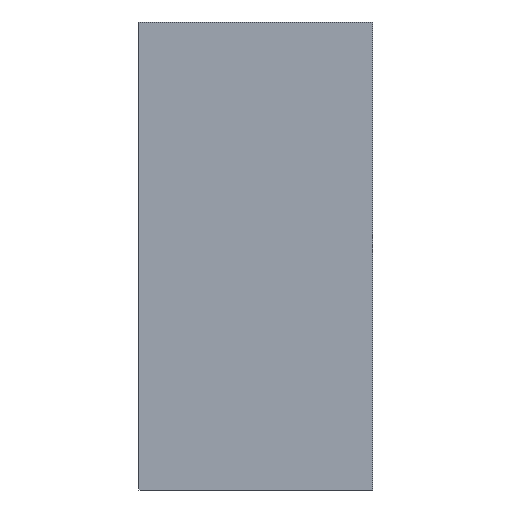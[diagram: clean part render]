
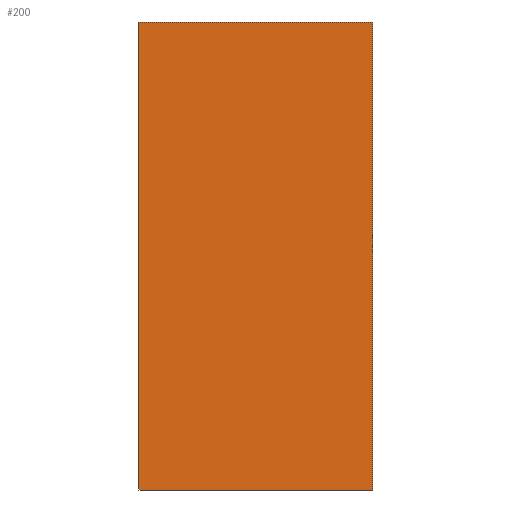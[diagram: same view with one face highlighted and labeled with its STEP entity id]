
A CAD part, front view. The second image highlights one B-rep face of the part: STEP entity #200.
In plain terms, the highlighted planar face has unit normal (0, -1, 0).
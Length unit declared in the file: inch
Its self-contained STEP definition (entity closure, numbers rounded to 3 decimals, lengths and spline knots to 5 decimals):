
#1 = LINE ( 'NONE', #3, #187 ) ;
#2 = DIRECTION ( 'NONE',  ( 0., 0., 1. ) ) ;
#3 = CARTESIAN_POINT ( 'NONE',  ( 0., 0., 0. ) ) ;
#28 = DIRECTION ( 'NONE',  ( 0., 0., -1. ) ) ;
#29 = DIRECTION ( 'NONE',  ( 0., -1., 0. ) ) ;
#30 = CARTESIAN_POINT ( 'NONE',  ( 0., 0., 0. ) ) ;
#31 = PLANE ( 'NONE',  #167 ) ;
#38 = DIRECTION ( 'NONE',  ( -1., 0., 0. ) ) ;
#39 = CARTESIAN_POINT ( 'NONE',  ( 0., 0., -0.5 ) ) ;
#40 = LINE ( 'NONE', #39, #166 ) ;
#59 = LINE ( 'NONE', #60, #122 ) ;
#60 = CARTESIAN_POINT ( 'NONE',  ( 0.25, 0., 0. ) ) ;
#61 = DIRECTION ( 'NONE',  ( 1., 0., 0. ) ) ;
#62 = CARTESIAN_POINT ( 'NONE',  ( 0.25, 0., -0.5 ) ) ;
#64 = DIRECTION ( 'NONE',  ( 0., 0., -1. ) ) ;
#67 = LINE ( 'NONE', #62, #127 ) ;
#70 = CARTESIAN_POINT ( 'NONE',  ( 0.25, 0., -0.5 ) ) ;
#71 = CARTESIAN_POINT ( 'NONE',  ( 0.25, 0., 0. ) ) ;
#72 = CARTESIAN_POINT ( 'NONE',  ( 0., 0., -0.5 ) ) ;
#73 = CARTESIAN_POINT ( 'NONE',  ( 0., 0., 0. ) ) ;
#74 = ORIENTED_EDGE ( 'NONE', *, *, #120, .F. ) ;
#75 = ORIENTED_EDGE ( 'NONE', *, *, #206, .F. ) ;
#76 = ORIENTED_EDGE ( 'NONE', *, *, #110, .F. ) ;
#77 = ORIENTED_EDGE ( 'NONE', *, *, #108, .F. ) ;
#84 = VERTEX_POINT ( 'NONE', #73 ) ;
#85 = VERTEX_POINT ( 'NONE', #72 ) ;
#86 = VERTEX_POINT ( 'NONE', #71 ) ;
#87 = VERTEX_POINT ( 'NONE', #70 ) ;
#102 = EDGE_LOOP ( 'NONE', ( #76, #75, #74, #77 ) ) ;
#108 = EDGE_CURVE ( 'NONE', #86, #87, #67, .T. ) ;
#110 = EDGE_CURVE ( 'NONE', #84, #86, #59, .T. ) ;
#120 = EDGE_CURVE ( 'NONE', #87, #85, #40, .T. ) ;
#122 = VECTOR ( 'NONE', #61, 39.37008 ) ;
#127 = VECTOR ( 'NONE', #64, 39.37008 ) ;
#166 = VECTOR ( 'NONE', #38, 39.37008 ) ;
#167 = AXIS2_PLACEMENT_3D ( 'NONE', #30, #29, #28 ) ;
#187 = VECTOR ( 'NONE', #2, 39.37008 ) ;
#189 = FACE_OUTER_BOUND ( 'NONE', #102, .T. ) ;
#200 = ADVANCED_FACE ( 'NONE', ( #189 ), #31, .T. ) ;
#206 = EDGE_CURVE ( 'NONE', #85, #84, #1, .T. ) ;
